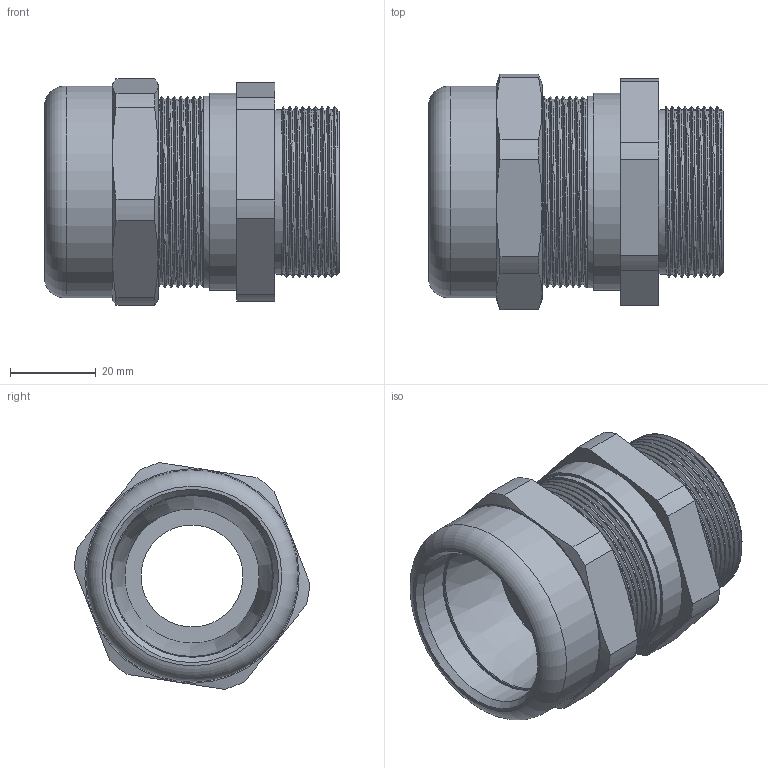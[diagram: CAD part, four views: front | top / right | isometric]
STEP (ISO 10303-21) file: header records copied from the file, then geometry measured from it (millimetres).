
FILE_DESCRIPTION(/* description */ ('RN EX M 40x1,5'),/* implementation_level */ '2;1');
FILE_NAME(/* name */ 'RN40KNP-RST.stp',/* time_stamp */ '2020-03-09T11:26:52+01:00',/* author */ ('sl'),/* organization */ (''),/* preprocessor_version */ 'ST-DEVELOPER v16.5',/* originating_system */ 'Autodesk Inventor 2017',/* authorisation */ '');
FILE_SCHEMA (('AUTOMOTIVE_DESIGN { 1 0 10303 214 3 1 1 }'));
Length unit declared in the file: millimetre
Products named in the file (5): RN40KNP; RN40KNP_1; RN40KNP_2; RN40KNP_3; RN40KNP_4
Assembly tree (4 placements, depth 2):
  RN40KNP
    RN40KNP_1
    RN40KNP_2
    RN40KNP_3
    RN40KNP_4
Bounding box: 68.7 x 54.93 x 52.92 mm (x, y, z)
Volume: 62646.6 mm3; surface area: 37527.2 mm2
Topology: 4 solids, 4 shells, 117 faces, 284 edges, 182 vertices
Faces by surface type: cylinder 54, plane 30, cone 23, bspline 6, torus 4
Full cylindrical faces by diameter (mm): 23.78 x1, 31 x1, 37.95 x1, 38.328 x9, 40.48 x1, 40.51 x1, 43.03 x1, 43.47 x10, 44.78 x9, 46.02 x1, 49.39 x1
Entity records: 7890 total; most frequent: CARTESIAN_POINT 5956, DIRECTION 388, ORIENTED_EDGE 336, AXIS2_PLACEMENT_3D 176, EDGE_CURVE 168, EDGE_LOOP 130, VERTEX_POINT 120, FACE_OUTER_BOUND 89
